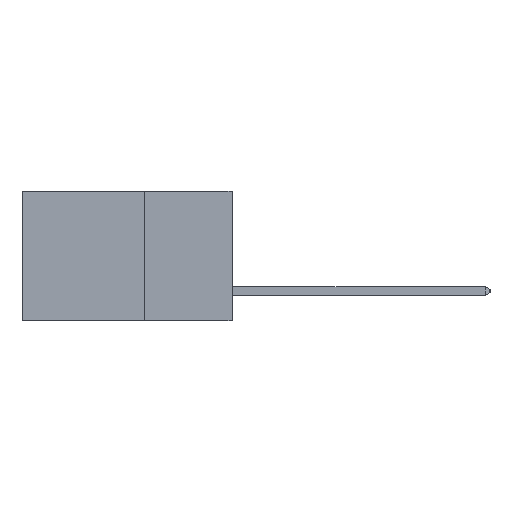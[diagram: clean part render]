
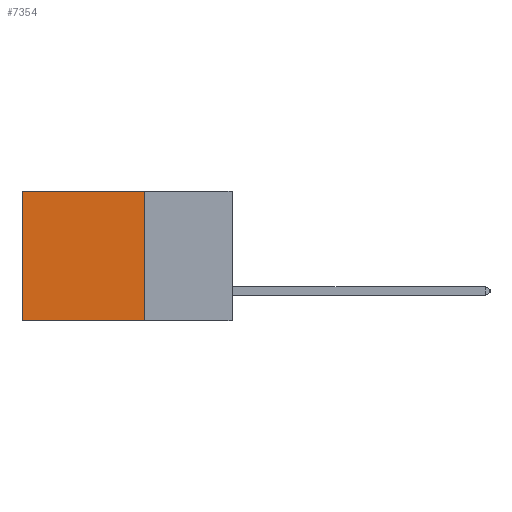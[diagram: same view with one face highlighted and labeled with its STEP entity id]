
A CAD part, left-side view. The second image highlights one B-rep face of the part: STEP entity #7354.
In plain terms, the highlighted planar face has unit normal (-1, 0, 0).
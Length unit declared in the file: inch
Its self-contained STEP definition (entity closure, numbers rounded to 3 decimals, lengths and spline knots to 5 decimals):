
#702 = EDGE_CURVE ( 'NONE', #20044, #12588, #24271, .T. ) ;
#1296 = DIRECTION ( 'NONE',  ( 0., 1., 0. ) ) ;
#1962 = FACE_OUTER_BOUND ( 'NONE', #28564, .T. ) ;
#2030 = EDGE_CURVE ( 'NONE', #18418, #12588, #28361, .T. ) ;
#2299 = LINE ( 'NONE', #15841, #20903 ) ;
#2756 = ORIENTED_EDGE ( 'NONE', *, *, #8667, .T. ) ;
#4570 = CARTESIAN_POINT ( 'NONE',  ( 0.2875, 0.25, -0.37 ) ) ;
#4918 = VECTOR ( 'NONE', #21826, 39.37008 ) ;
#5379 = CARTESIAN_POINT ( 'NONE',  ( 0.2875, 0.6, 0. ) ) ;
#6081 = LINE ( 'NONE', #21330, #18203 ) ;
#7354 = ADVANCED_FACE ( 'NONE', ( #1962 ), #8596, .F. ) ;
#7562 = CARTESIAN_POINT ( 'NONE',  ( 0.2875, 0.25, -0.37 ) ) ;
#8596 = PLANE ( 'NONE',  #15797 ) ;
#8667 = EDGE_CURVE ( 'NONE', #20240, #20044, #2299, .T. ) ;
#9451 = ORIENTED_EDGE ( 'NONE', *, *, #24886, .F. ) ;
#11956 = DIRECTION ( 'NONE',  ( 0., 1., 0. ) ) ;
#12588 = VERTEX_POINT ( 'NONE', #17707 ) ;
#13445 = DIRECTION ( 'NONE',  ( 0., 0., -1. ) ) ;
#14136 = DIRECTION ( 'NONE',  ( 0., 0., -1. ) ) ;
#15475 = VECTOR ( 'NONE', #11956, 39.37008 ) ;
#15797 = AXIS2_PLACEMENT_3D ( 'NONE', #25518, #27972, #13445 ) ;
#15841 = CARTESIAN_POINT ( 'NONE',  ( 0.2875, 0.25, 0. ) ) ;
#17389 = ORIENTED_EDGE ( 'NONE', *, *, #702, .T. ) ;
#17707 = CARTESIAN_POINT ( 'NONE',  ( 0.2875, 0.6, -0.37 ) ) ;
#18203 = VECTOR ( 'NONE', #14136, 39.37008 ) ;
#18418 = VERTEX_POINT ( 'NONE', #4570 ) ;
#20044 = VERTEX_POINT ( 'NONE', #30701 ) ;
#20240 = VERTEX_POINT ( 'NONE', #31318 ) ;
#20903 = VECTOR ( 'NONE', #1296, 39.37008 ) ;
#21330 = CARTESIAN_POINT ( 'NONE',  ( 0.2875, 0.25, 0. ) ) ;
#21826 = DIRECTION ( 'NONE',  ( 0., 0., -1. ) ) ;
#24271 = LINE ( 'NONE', #5379, #4918 ) ;
#24886 = EDGE_CURVE ( 'NONE', #20240, #18418, #6081, .T. ) ;
#25518 = CARTESIAN_POINT ( 'NONE',  ( 0.2875, 0.25, 0. ) ) ;
#27972 = DIRECTION ( 'NONE',  ( 1., 0., 0. ) ) ;
#28361 = LINE ( 'NONE', #7562, #15475 ) ;
#28564 = EDGE_LOOP ( 'NONE', ( #17389, #31291, #9451, #2756 ) ) ;
#30701 = CARTESIAN_POINT ( 'NONE',  ( 0.2875, 0.6, 0. ) ) ;
#31291 = ORIENTED_EDGE ( 'NONE', *, *, #2030, .F. ) ;
#31318 = CARTESIAN_POINT ( 'NONE',  ( 0.2875, 0.25, 0. ) ) ;
